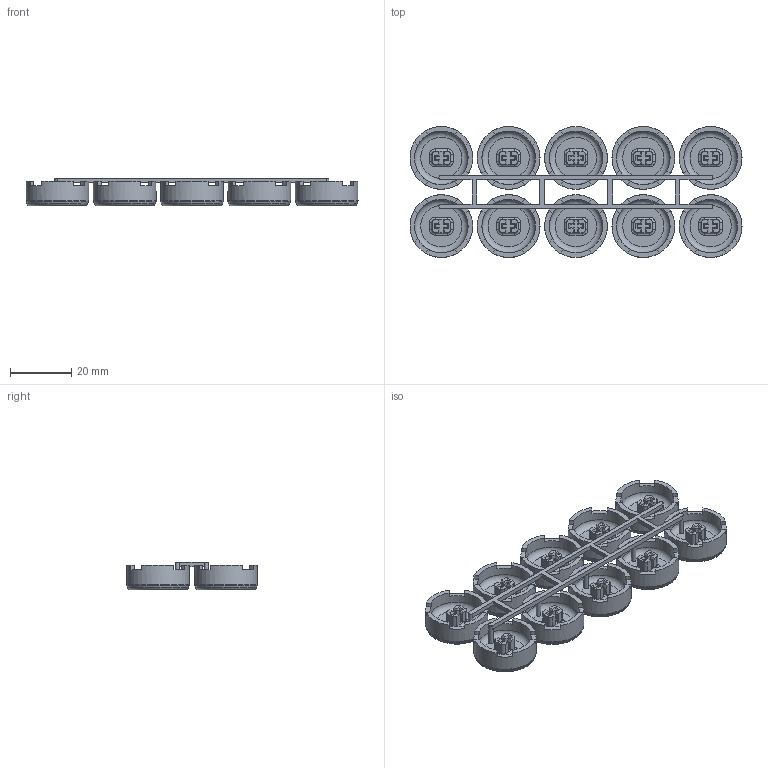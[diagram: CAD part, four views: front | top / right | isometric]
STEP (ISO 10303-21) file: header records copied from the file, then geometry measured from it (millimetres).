
FILE_DESCRIPTION(/* description */ (''),/* implementation_level */ '2;1');
FILE_NAME(/* name */ 'Keycap x10.step',/* time_stamp */ '2023-05-26T00:14:33-05:00',/* author */ (''),/* organization */ (''),/* preprocessor_version */ 'ST-DEVELOPER v19.2',/* originating_system */ 'Autodesk Translation Framework v12.4.0.73',/* authorisation */ '');
FILE_SCHEMA (('AUTOMOTIVE_DESIGN { 1 0 10303 214 3 1 1 }'));
Length unit declared in the file: millimetre
Products named in the file (1): (Unsaved)
Bounding box: 108.5 x 42.8 x 9.1 mm (x, y, z)
Volume: 13107.9 mm3; surface area: 16456.7 mm2
Topology: 1 solids, 1 shells, 685 faces, 1816 edges, 1140 vertices
Faces by surface type: plane 495, cylinder 110, torus 70, cone 10
Full cylindrical faces by diameter (mm): 1.5 x10, 17.5 x10, 20.5 x10
Entity records: 21246 total; most frequent: CARTESIAN_POINT 3822, DIRECTION 3728, ORIENTED_EDGE 3632, EDGE_CURVE 1816, AXIS2_PLACEMENT_3D 1246, LINE 1236, VECTOR 1236, VERTEX_POINT 1140
